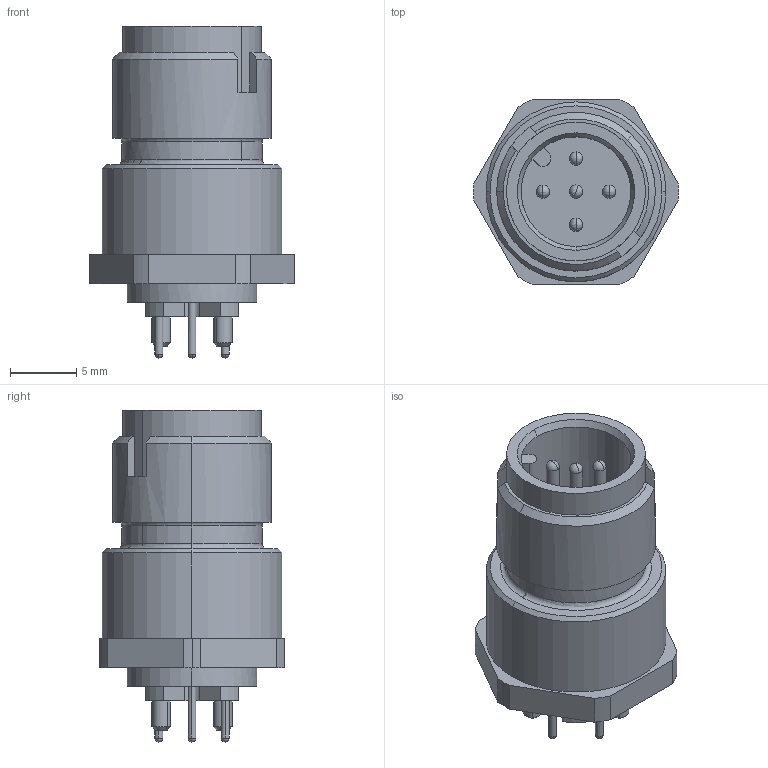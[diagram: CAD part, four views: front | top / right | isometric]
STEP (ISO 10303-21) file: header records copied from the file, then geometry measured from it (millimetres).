
FILE_DESCRIPTION(('CATIA V5 STEP Exchange','CAx-IF Rec.Pracs.--- Model Styling and Organization---1.4--- 2014-01-23'),'2;1');
FILE_NAME ('011211-2_0_1312980000_1312980000.stp','2022-02-08T06:04:37+00:00',('none'),('Weidmueller'),'CATIA Version 5-6 Release 2016 SP3 HF44','CATIA V5 STEP AP214','none');
FILE_SCHEMA(('AUTOMOTIVE_DESIGN { 1 0 10303 214 1 1 1 1 }'));
Length unit declared in the file: millimetre
Products named in the file (1): 1312980000
Bounding box: 15.5 x 14 x 25.1 mm (x, y, z)
Volume: 2064.4 mm3; surface area: 3738.8 mm2
Topology: 13 solids, 15 shells, 170 faces, 431 edges, 256 vertices
Faces by surface type: cylinder 68, plane 58, sphere 20, cone 18, torus 6
Entity records: 4991 total; most frequent: CARTESIAN_POINT 1269, ORIENTED_EDGE 782, DIRECTION 646, EDGE_CURVE 391, AXIS2_PLACEMENT_3D 325, VERTEX_POINT 256, EDGE_LOOP 179, ADVANCED_FACE 170
